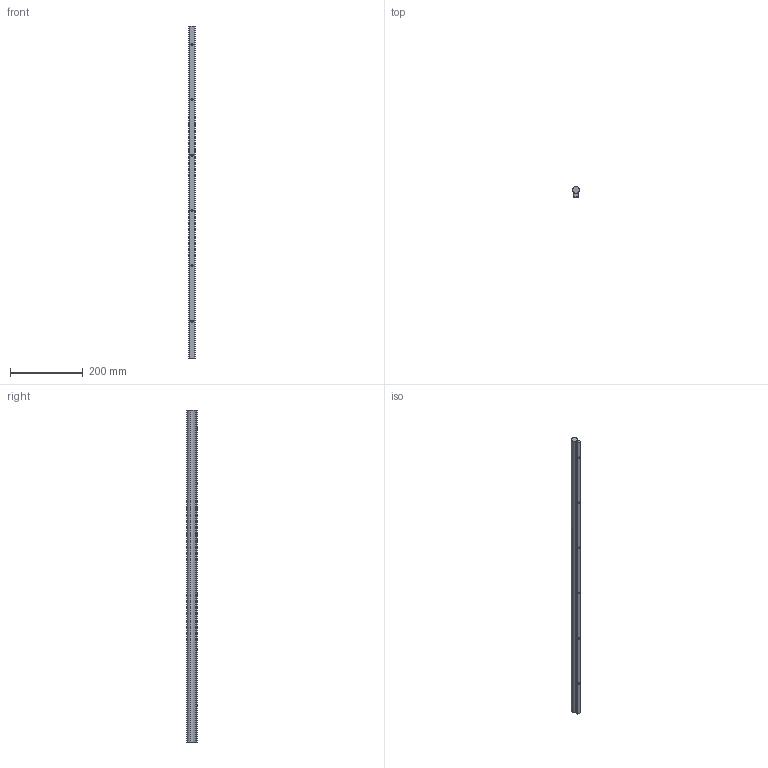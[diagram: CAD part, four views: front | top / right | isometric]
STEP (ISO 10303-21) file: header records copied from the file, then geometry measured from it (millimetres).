
FILE_DESCRIPTION (( 'STEP AP214' ), '1' );
FILE_NAME ('ShaftRailAssembly_2704AC587C.step', '2022-09-09T17:26:19', ( '' ), ( '' ), 'SwSTEP 2.0', 'SolidWorks 2019', '' );
FILE_SCHEMA (( 'AUTOMOTIVE_DESIGN' ));
Length unit declared in the file: inch
Products named in the file (3): WghFbkLrUy_CADModel_0; ShaftRailAssembly_2704AC587C
Assembly tree (1 placements, depth 2):
  ShaftRailAssembly_2704AC587C
    WghFbkLrUy_CADModel_0
  WghFbkLrUy_CADModel_0
Bounding box: 19.05 x 28.57 x 914.4 mm (x, y, z)
Volume: 366471.9 mm3; surface area: 98676.8 mm2
Topology: 2 solids, 2 shells, 70 faces, 174 edges, 102 vertices
Faces by surface type: cylinder 38, plane 20, cone 12
Entity records: 3356 total; most frequent: CARTESIAN_POINT 747, DIRECTION 340, ORIENTED_EDGE 324, EDGE_CURVE 162, AXIS2_PLACEMENT_3D 127, VERTEX_POINT 102, EDGE_LOOP 88, LINE 86
